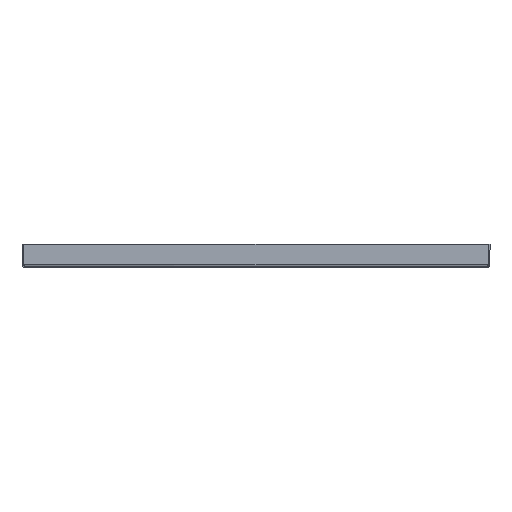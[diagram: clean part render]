
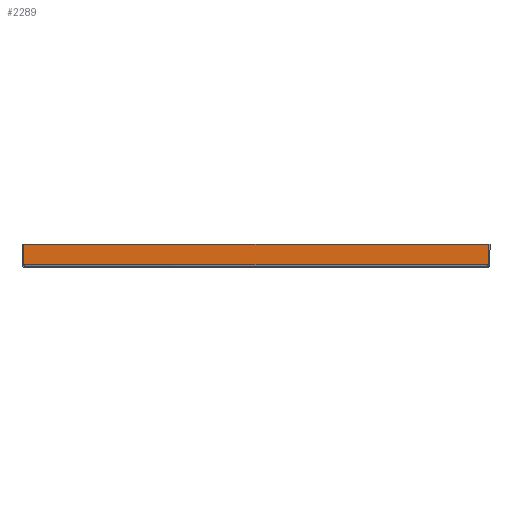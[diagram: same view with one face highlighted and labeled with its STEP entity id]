
A CAD part, front view. The second image highlights one B-rep face of the part: STEP entity #2289.
In plain terms, the highlighted planar face has unit normal (0, -1, 0).
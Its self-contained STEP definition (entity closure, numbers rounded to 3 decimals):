
#89 = DIRECTION ( 'NONE',  ( 0., 0., 1. ) ) ;
#131 = DIRECTION ( 'NONE',  ( -1., 0., 0. ) ) ;
#132 = ORIENTED_EDGE ( 'NONE', *, *, #177, .F. ) ;
#164 = VECTOR ( 'NONE', #1632, 1000. ) ;
#177 = EDGE_CURVE ( 'NONE', #1652, #1058, #1812, .T. ) ;
#207 = ORIENTED_EDGE ( 'NONE', *, *, #316, .T. ) ;
#214 = VERTEX_POINT ( 'NONE', #2319 ) ;
#231 = AXIS2_PLACEMENT_3D ( 'NONE', #1879, #1133, #1178 ) ;
#232 = CARTESIAN_POINT ( 'NONE',  ( 0.877, 0., 1. ) ) ;
#256 = ORIENTED_EDGE ( 'NONE', *, *, #695, .F. ) ;
#316 = EDGE_CURVE ( 'NONE', #1652, #1008, #1675, .T. ) ;
#558 = EDGE_LOOP ( 'NONE', ( #132, #207, #1222, #256 ) ) ;
#695 = EDGE_CURVE ( 'NONE', #1058, #214, #2242, .T. ) ;
#973 = VECTOR ( 'NONE', #89, 1000. ) ;
#1008 = VERTEX_POINT ( 'NONE', #1845 ) ;
#1035 = CARTESIAN_POINT ( 'NONE',  ( 0., 0., 12.2 ) ) ;
#1046 = LINE ( 'NONE', #1035, #2107 ) ;
#1058 = VERTEX_POINT ( 'NONE', #232 ) ;
#1102 = CARTESIAN_POINT ( 'NONE',  ( 258.123, 0., 0. ) ) ;
#1133 = DIRECTION ( 'NONE',  ( 0., 1., 0. ) ) ;
#1178 = DIRECTION ( 'NONE',  ( 0., 0., 1. ) ) ;
#1222 = ORIENTED_EDGE ( 'NONE', *, *, #1782, .T. ) ;
#1225 = CARTESIAN_POINT ( 'NONE',  ( 0., 0., 1. ) ) ;
#1336 = FACE_OUTER_BOUND ( 'NONE', #558, .T. ) ;
#1341 = CARTESIAN_POINT ( 'NONE',  ( 0.877, 0., 0. ) ) ;
#1632 = DIRECTION ( 'NONE',  ( -1., 0., 0. ) ) ;
#1652 = VERTEX_POINT ( 'NONE', #2238 ) ;
#1675 = LINE ( 'NONE', #1102, #2026 ) ;
#1782 = EDGE_CURVE ( 'NONE', #1008, #214, #1046, .T. ) ;
#1812 = LINE ( 'NONE', #1225, #164 ) ;
#1845 = CARTESIAN_POINT ( 'NONE',  ( 258.123, 0., 12.2 ) ) ;
#1879 = CARTESIAN_POINT ( 'NONE',  ( 0., 0., 0. ) ) ;
#2026 = VECTOR ( 'NONE', #2032, 1000. ) ;
#2032 = DIRECTION ( 'NONE',  ( 0., 0., 1. ) ) ;
#2039 = PLANE ( 'NONE',  #231 ) ;
#2107 = VECTOR ( 'NONE', #131, 1000. ) ;
#2238 = CARTESIAN_POINT ( 'NONE',  ( 258.123, 0., 1. ) ) ;
#2242 = LINE ( 'NONE', #1341, #973 ) ;
#2289 = ADVANCED_FACE ( 'NONE', ( #1336 ), #2039, .F. ) ;
#2319 = CARTESIAN_POINT ( 'NONE',  ( 0.877, 0., 12.2 ) ) ;
